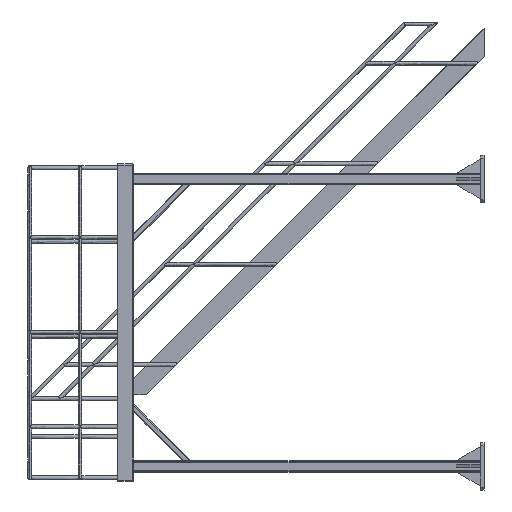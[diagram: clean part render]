
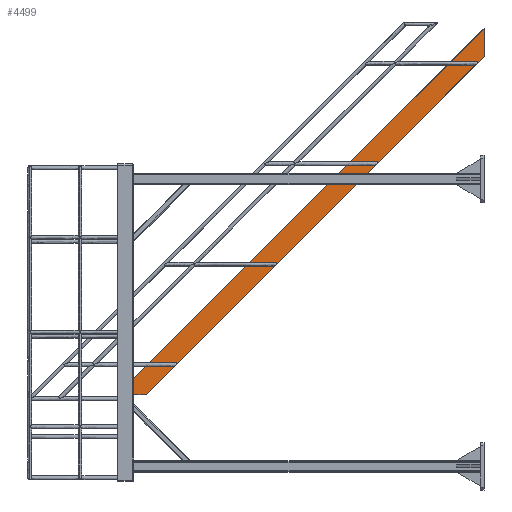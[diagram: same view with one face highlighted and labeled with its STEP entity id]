
A CAD part, left-side view. The second image highlights one B-rep face of the part: STEP entity #4499.
In plain terms, the highlighted free-form (B-spline) face has degree [1, 1] with [2, 2] control points.
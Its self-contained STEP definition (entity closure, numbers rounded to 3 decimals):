
#4499 = ADVANCED_FACE('',(#4500),#4530,.T.);
#4500 = FACE_BOUND('',#4501,.T.);
#4501 = EDGE_LOOP('',(#4502,#4511,#4518,#4525));
#4502 = ORIENTED_EDGE('',*,*,#4503,.T.);
#4503 = EDGE_CURVE('',#4504,#4506,#4508,.T.);
#4504 = VERTEX_POINT('',#4505);
#4505 = CARTESIAN_POINT('',(1937.399,137.882,
    741.645));
#4506 = VERTEX_POINT('',#4507);
#4507 = CARTESIAN_POINT('',(1937.399,-2999.022,
    3878.55));
#4508 = B_SPLINE_CURVE_WITH_KNOTS('',1,(#4509,#4510),.UNSPECIFIED.,.F.,
  .F.,(2,2),(0.,5469.612),.PIECEWISE_BEZIER_KNOTS.);
#4509 = CARTESIAN_POINT('',(1937.399,137.882,
    741.645));
#4510 = CARTESIAN_POINT('',(1937.399,-2999.022,
    3878.55));
#4511 = ORIENTED_EDGE('',*,*,#4512,.T.);
#4512 = EDGE_CURVE('',#4506,#4513,#4515,.T.);
#4513 = VERTEX_POINT('',#4514);
#4514 = CARTESIAN_POINT('',(1937.399,-2999.022,
    3635.228));
#4515 = B_SPLINE_CURVE_WITH_KNOTS('',1,(#4516,#4517),.UNSPECIFIED.,.F.,
  .F.,(2,2),(0.,300.),.PIECEWISE_BEZIER_KNOTS.);
#4516 = CARTESIAN_POINT('',(1937.399,-2999.022,
    3878.55));
#4517 = CARTESIAN_POINT('',(1937.399,-2999.022,
    3635.228));
#4518 = ORIENTED_EDGE('',*,*,#4519,.T.);
#4519 = EDGE_CURVE('',#4513,#4520,#4522,.T.);
#4520 = VERTEX_POINT('',#4521);
#4521 = CARTESIAN_POINT('',(1937.399,-105.439,
    741.645));
#4522 = B_SPLINE_CURVE_WITH_KNOTS('',1,(#4523,#4524),.UNSPECIFIED.,.F.,
  .F.,(2,2),(0.,5045.348),.PIECEWISE_BEZIER_KNOTS.);
#4523 = CARTESIAN_POINT('',(1937.399,-2999.022,
    3635.228));
#4524 = CARTESIAN_POINT('',(1937.399,-105.439,
    741.645));
#4525 = ORIENTED_EDGE('',*,*,#4526,.T.);
#4526 = EDGE_CURVE('',#4520,#4504,#4527,.T.);
#4527 = B_SPLINE_CURVE_WITH_KNOTS('',1,(#4528,#4529),.UNSPECIFIED.,.F.,
  .F.,(2,2),(0.,300.),.PIECEWISE_BEZIER_KNOTS.);
#4528 = CARTESIAN_POINT('',(1937.399,-105.439,
    741.645));
#4529 = CARTESIAN_POINT('',(1937.399,137.882,
    741.645));
#4530 = B_SPLINE_SURFACE_WITH_KNOTS('',1,1,(
    (#4531,#4532)
    ,(#4533,#4534
    )),.UNSPECIFIED.,.F.,.F.,.F.,(2,2),(2,2),(0.,1.),(0.,1.),
  .PIECEWISE_BEZIER_KNOTS.);
#4531 = CARTESIAN_POINT('',(1937.399,156.704,
    741.645));
#4532 = CARTESIAN_POINT('',(1937.399,-2999.022,
    741.645));
#4533 = CARTESIAN_POINT('',(1937.399,156.704,
    3897.371));
#4534 = CARTESIAN_POINT('',(1937.399,-2999.022,
    3897.371));
